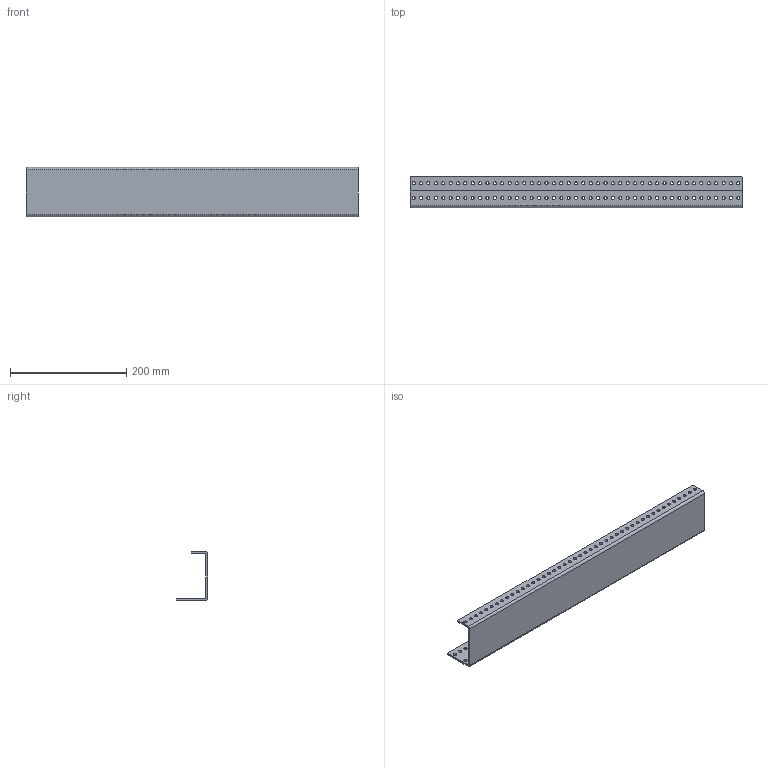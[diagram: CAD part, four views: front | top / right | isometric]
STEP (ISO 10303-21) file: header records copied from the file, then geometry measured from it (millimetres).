
FILE_DESCRIPTION(/* description */ (''),/* implementation_level */ '2;1');
FILE_NAME(/* name */ 'Sheet Metal Front-Back.ipt.step',/* time_stamp */ '2015-01-02T19:13:31-08:00',/* author */ ('Philip'),/* organization */ (''),/* preprocessor_version */ 'ST-DEVELOPER v15.6',/* originating_system */ 'Autodesk Inventor 2015',/* authorisation */ '');
FILE_SCHEMA (('AUTOMOTIVE_DESIGN { 1 0 10303 214 3 1 1 }'));
Length unit declared in the file: inch
Products named in the file (1): Sheet Metal Front-Back
Bounding box: 571.5 x 53.98 x 84.58 mm (x, y, z)
Volume: 278495.4 mm3; surface area: 187244 mm2
Topology: 1 solids, 1 shells, 155 faces, 451 edges, 298 vertices
Faces by surface type: cylinder 139, plane 16
Full cylindrical faces by diameter (mm): 5.334 x135
Entity records: 5170 total; most frequent: DIRECTION 906, CARTESIAN_POINT 770, ORIENTED_EDGE 632, EDGE_LOOP 560, AXIS2_PLACEMENT_3D 434, FACE_BOUND 405, EDGE_CURVE 316, VERTEX_POINT 298
